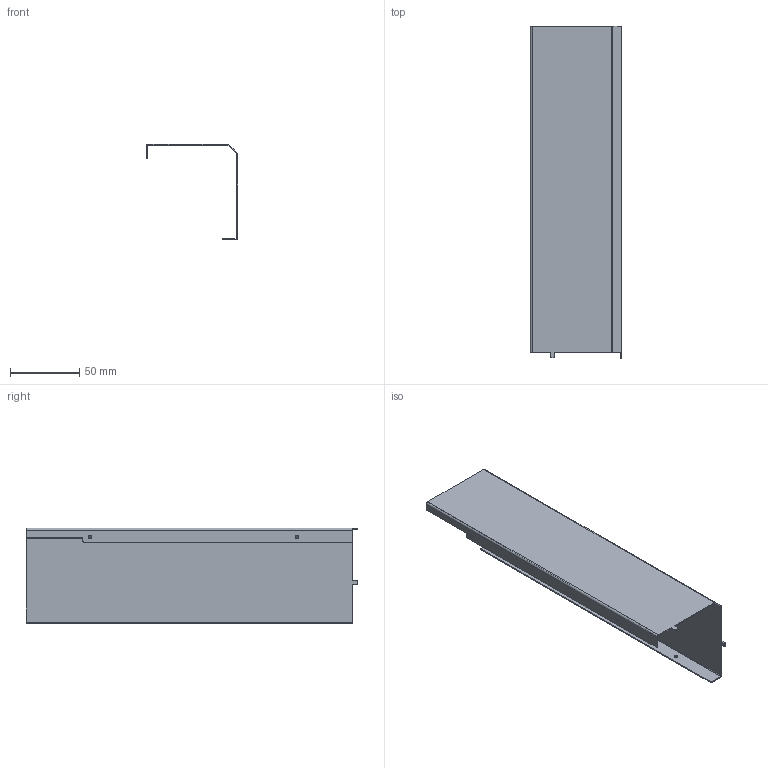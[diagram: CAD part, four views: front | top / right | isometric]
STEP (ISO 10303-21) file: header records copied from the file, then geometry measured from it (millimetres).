
FILE_DESCRIPTION(/* description */ (''),/* implementation_level */ '2;1');
FILE_NAME(/* name */ 'bbdcabc0-7462-4b89-8735-d1ad23cf705c.stp',/* time_stamp */ '2018-01-30T10:22:25+00:00',/* author */ (''),/* organization */ (''),/* preprocessor_version */ 'ST-DEVELOPER v16.13',/* originating_system */ 'Autodesk Translation Framework v6.5.0.72',/* authorisation */ '');
FILE_SCHEMA (('AUTOMOTIVE_DESIGN { 1 0 10303 214 3 1 1 }'));
Length unit declared in the file: millimetre
Products named in the file (2): MotorShield right; MotorShieldRight
Assembly tree (1 placements, depth 2):
  MotorShield right
    MotorShieldRight
Bounding box: 66 x 239 x 69 mm (x, y, z)
Volume: 27884.9 mm3; surface area: 70473.9 mm2
Topology: 1 solids, 1 shells, 41 faces, 121 edges, 82 vertices
Faces by surface type: plane 24, cylinder 17
Full cylindrical faces by diameter (mm): 2.5 x4
Entity records: 1499 total; most frequent: CARTESIAN_POINT 255, DIRECTION 250, ORIENTED_EDGE 248, EDGE_CURVE 124, LINE 88, VECTOR 88, VERTEX_POINT 86, AXIS2_PLACEMENT_3D 81
